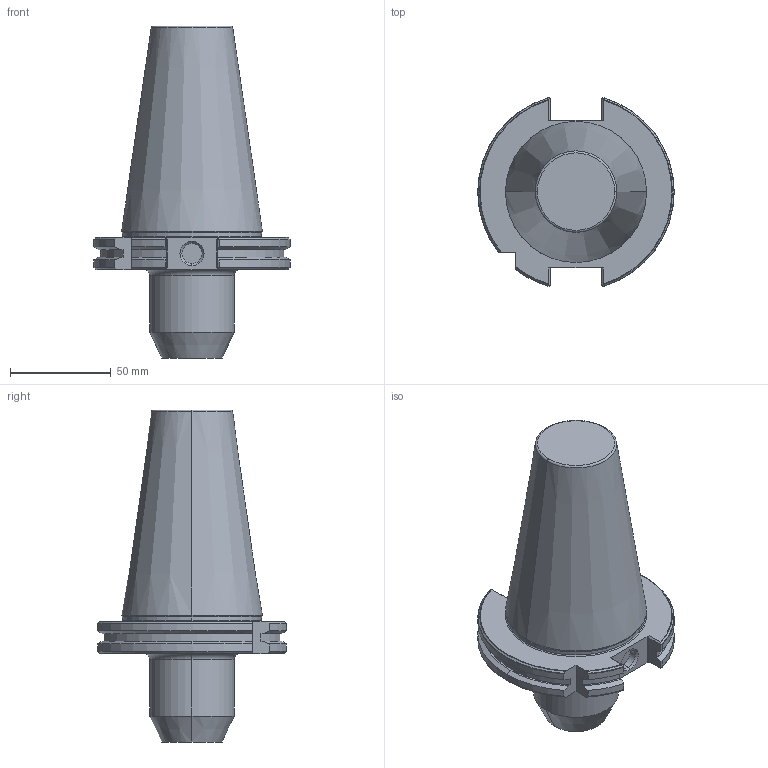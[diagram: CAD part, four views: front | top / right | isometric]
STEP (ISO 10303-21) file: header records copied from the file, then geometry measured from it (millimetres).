
FILE_DESCRIPTION (( 'STEP AP203' ), '1' );
FILE_NAME ('SK50 wn.STEP', '2018-06-05T08:50:29', ( '' ), ( '' ), 'SwSTEP 2.0', 'SolidWorks 2014', '' );
FILE_SCHEMA (( 'CONFIG_CONTROL_DESIGN' ));
Length unit declared in the file: millimetre
Products named in the file (1): SK50 wn
Bounding box: 97.5 x 93.75 x 164.75 mm (x, y, z)
Volume: 420513.9 mm3; surface area: 40698.9 mm2
Topology: 1 solids, 1 shells, 103 faces, 275 edges, 177 vertices
Faces by surface type: plane 35, cone 24, torus 22, cylinder 22
Entity records: 3393 total; most frequent: CARTESIAN_POINT 812, ORIENTED_EDGE 550, DIRECTION 506, EDGE_CURVE 275, AXIS2_PLACEMENT_3D 199, VERTEX_POINT 177, LINE 108, VECTOR 108
